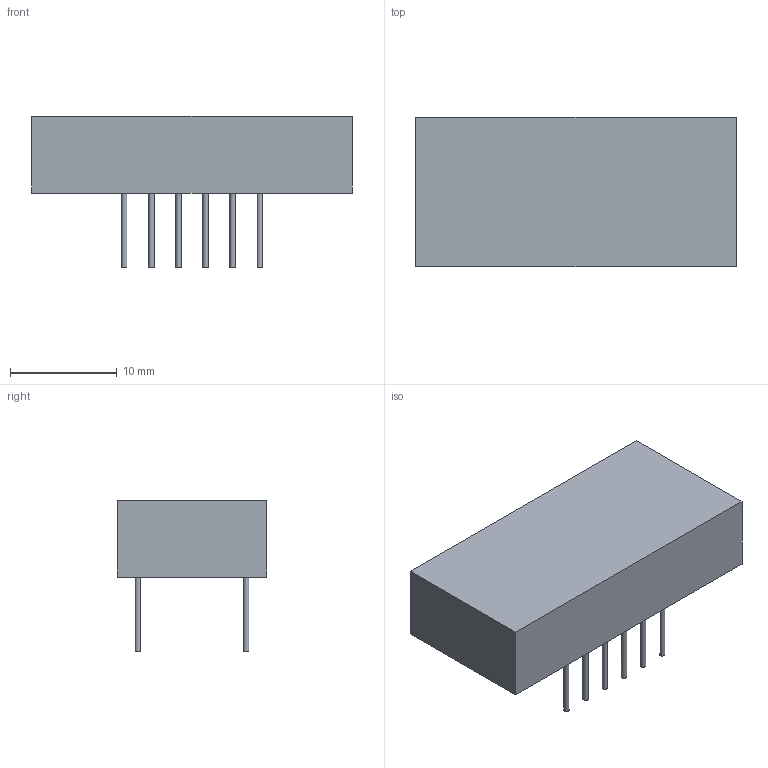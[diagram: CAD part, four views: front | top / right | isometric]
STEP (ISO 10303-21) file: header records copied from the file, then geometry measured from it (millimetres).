
FILE_DESCRIPTION(('FreeCAD Model'),'2;1');
FILE_NAME('Open CASCADE Shape Model','2025-05-23T13:06:44',('Author'),( ''),'Open CASCADE STEP processor 7.8','FreeCAD','Unknown');
FILE_SCHEMA(('AUTOMOTIVE_DESIGN { 1 0 10303 214 1 1 1 1 }'));
Length unit declared in the file: millimetre
Products named in the file (1): 몸통
Bounding box: 30 x 14 x 14.2 mm (x, y, z)
Volume: 3041.2 mm3; surface area: 1608.2 mm2
Topology: 1 solids, 1 shells, 30 faces, 48 edges, 32 vertices
Faces by surface type: plane 18, cylinder 12
Full cylindrical faces by diameter (mm): 0.51 x12
Entity records: 718 total; most frequent: DIRECTION 134, CARTESIAN_POINT 111, ORIENTED_EDGE 96, AXIS2_PLACEMENT_3D 55, EDGE_CURVE 48, FACE_BOUND 42, EDGE_LOOP 42, VERTEX_POINT 32
